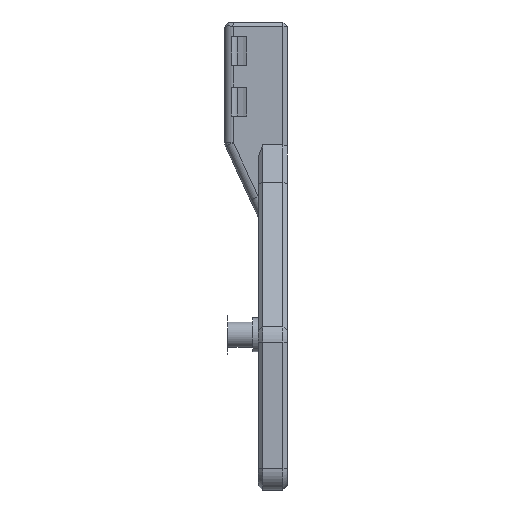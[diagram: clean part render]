
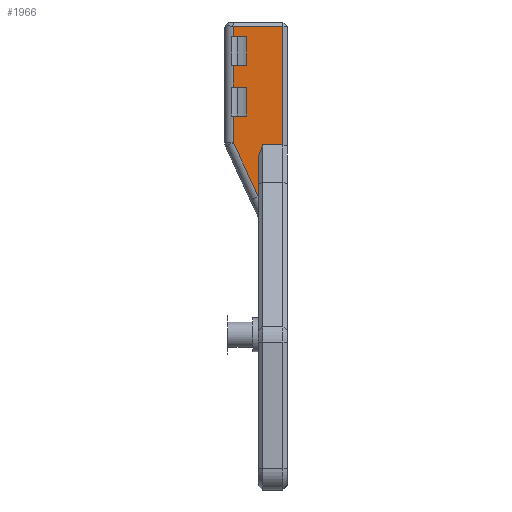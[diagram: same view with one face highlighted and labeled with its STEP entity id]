
A CAD part, left-side view. The second image highlights one B-rep face of the part: STEP entity #1966.
In plain terms, the highlighted planar face has unit normal (-1, 0, 0).
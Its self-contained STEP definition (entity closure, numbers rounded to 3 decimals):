
#83=PLANE('',#2129);
#159=FACE_OUTER_BOUND('',#285,.T.);
#285=EDGE_LOOP('',(#1416,#1417,#1418,#1419,#1420,#1421,#1422,#1423,#1424,
#1425,#1426,#1427,#1428,#1429,#1430));
#404=LINE('',#2976,#584);
#406=LINE('',#2983,#586);
#408=LINE('',#3051,#588);
#410=LINE('',#3059,#590);
#422=LINE('',#3208,#602);
#423=LINE('',#3210,#603);
#424=LINE('',#3212,#604);
#425=LINE('',#3214,#605);
#426=LINE('',#3215,#606);
#427=LINE('',#3217,#607);
#428=LINE('',#3219,#608);
#429=LINE('',#3220,#609);
#430=LINE('',#3222,#610);
#431=LINE('',#3224,#611);
#432=LINE('',#3225,#612);
#584=VECTOR('',#2360,10.);
#586=VECTOR('',#2366,10.);
#588=VECTOR('',#2370,10.);
#590=VECTOR('',#2376,10.);
#602=VECTOR('',#2440,10.);
#603=VECTOR('',#2441,10.);
#604=VECTOR('',#2442,10.);
#605=VECTOR('',#2443,10.);
#606=VECTOR('',#2444,10.);
#607=VECTOR('',#2445,10.);
#608=VECTOR('',#2446,10.);
#609=VECTOR('',#2447,10.);
#610=VECTOR('',#2448,10.);
#611=VECTOR('',#2449,10.);
#612=VECTOR('',#2450,10.);
#870=VERTEX_POINT('',#2969);
#872=VERTEX_POINT('',#2974);
#874=VERTEX_POINT('',#2980);
#875=VERTEX_POINT('',#2982);
#879=VERTEX_POINT('',#3050);
#882=VERTEX_POINT('',#3056);
#883=VERTEX_POINT('',#3058);
#908=VERTEX_POINT('',#3207);
#909=VERTEX_POINT('',#3209);
#910=VERTEX_POINT('',#3211);
#911=VERTEX_POINT('',#3213);
#912=VERTEX_POINT('',#3216);
#913=VERTEX_POINT('',#3218);
#914=VERTEX_POINT('',#3221);
#915=VERTEX_POINT('',#3223);
#1054=EDGE_CURVE('',#872,#870,#404,.T.);
#1057=EDGE_CURVE('',#874,#875,#406,.T.);
#1062=EDGE_CURVE('',#870,#879,#408,.T.);
#1066=EDGE_CURVE('',#882,#883,#410,.T.);
#1100=EDGE_CURVE('',#908,#872,#422,.T.);
#1101=EDGE_CURVE('',#909,#908,#423,.F.);
#1102=EDGE_CURVE('',#910,#909,#424,.T.);
#1103=EDGE_CURVE('',#911,#910,#425,.T.);
#1104=EDGE_CURVE('',#875,#911,#426,.T.);
#1105=EDGE_CURVE('',#874,#912,#427,.T.);
#1106=EDGE_CURVE('',#912,#913,#428,.T.);
#1107=EDGE_CURVE('',#913,#883,#429,.T.);
#1108=EDGE_CURVE('',#882,#914,#430,.T.);
#1109=EDGE_CURVE('',#914,#915,#431,.T.);
#1110=EDGE_CURVE('',#915,#879,#432,.T.);
#1416=ORIENTED_EDGE('',*,*,#1062,.F.);
#1417=ORIENTED_EDGE('',*,*,#1054,.F.);
#1418=ORIENTED_EDGE('',*,*,#1100,.F.);
#1419=ORIENTED_EDGE('',*,*,#1101,.F.);
#1420=ORIENTED_EDGE('',*,*,#1102,.F.);
#1421=ORIENTED_EDGE('',*,*,#1103,.F.);
#1422=ORIENTED_EDGE('',*,*,#1104,.F.);
#1423=ORIENTED_EDGE('',*,*,#1057,.F.);
#1424=ORIENTED_EDGE('',*,*,#1105,.T.);
#1425=ORIENTED_EDGE('',*,*,#1106,.T.);
#1426=ORIENTED_EDGE('',*,*,#1107,.T.);
#1427=ORIENTED_EDGE('',*,*,#1066,.F.);
#1428=ORIENTED_EDGE('',*,*,#1108,.T.);
#1429=ORIENTED_EDGE('',*,*,#1109,.T.);
#1430=ORIENTED_EDGE('',*,*,#1110,.T.);
#1966=ADVANCED_FACE('',(#159),#83,.T.);
#2129=AXIS2_PLACEMENT_3D('',#3206,#2438,#2439);
#2360=DIRECTION('',(0.,0.419,0.908));
#2366=DIRECTION('',(0.,0.,1.));
#2370=DIRECTION('',(0.,0.,1.));
#2376=DIRECTION('',(0.,0.,1.));
#2438=DIRECTION('center_axis',(-1.,0.,0.));
#2439=DIRECTION('ref_axis',(0.,0.,1.));
#2440=DIRECTION('',(0.,0.,-1.));
#2441=DIRECTION('',(0.,-0.355,0.935));
#2442=DIRECTION('',(0.,1.,0.));
#2443=DIRECTION('',(0.,0.,-1.));
#2444=DIRECTION('',(0.,-1.,0.));
#2445=DIRECTION('',(0.,-1.,0.));
#2446=DIRECTION('',(0.,0.,-1.));
#2447=DIRECTION('',(0.,1.,0.));
#2448=DIRECTION('',(0.,-1.,0.));
#2449=DIRECTION('',(0.,0.,-1.));
#2450=DIRECTION('',(0.,1.,0.));
#2969=CARTESIAN_POINT('',(-8.376,36.34,41.678));
#2974=CARTESIAN_POINT('',(-8.376,32.897,34.218));
#2976=CARTESIAN_POINT('',(-8.376,32.788,33.982));
#2980=CARTESIAN_POINT('',(-8.376,36.34,56.355));
#2982=CARTESIAN_POINT('',(-8.376,36.34,57.755));
#2983=CARTESIAN_POINT('',(-8.376,36.34,58.355));
#3050=CARTESIAN_POINT('',(-8.376,36.34,45.355));
#3051=CARTESIAN_POINT('',(-8.376,36.34,58.355));
#3056=CARTESIAN_POINT('',(-8.376,36.34,49.355));
#3058=CARTESIAN_POINT('',(-8.376,36.34,52.355));
#3059=CARTESIAN_POINT('',(-8.376,36.34,58.355));
#3206=CARTESIAN_POINT('Origin',(-8.376,28.897,38.355));
#3207=CARTESIAN_POINT('',(-8.376,32.897,39.776));
#3208=CARTESIAN_POINT('',(-8.376,32.897,42.182));
#3209=CARTESIAN_POINT('',(-8.376,32.297,41.355));
#3210=CARTESIAN_POINT('',(-8.376,33.782,37.448));
#3211=CARTESIAN_POINT('',(-8.376,29.497,41.355));
#3212=CARTESIAN_POINT('',(-8.376,28.897,41.355));
#3213=CARTESIAN_POINT('',(-8.376,29.497,57.755));
#3214=CARTESIAN_POINT('',(-8.376,29.497,32.182));
#3215=CARTESIAN_POINT('',(-8.376,28.897,57.755));
#3216=CARTESIAN_POINT('',(-8.376,34.496,56.355));
#3217=CARTESIAN_POINT('',(-8.376,31.693,56.355));
#3218=CARTESIAN_POINT('',(-8.376,34.496,52.355));
#3219=CARTESIAN_POINT('',(-8.376,34.496,56.355));
#3220=CARTESIAN_POINT('',(-8.376,31.693,52.355));
#3221=CARTESIAN_POINT('',(-8.376,34.496,49.355));
#3222=CARTESIAN_POINT('',(-8.376,31.693,49.355));
#3223=CARTESIAN_POINT('',(-8.376,34.496,45.355));
#3224=CARTESIAN_POINT('',(-8.376,34.496,49.355));
#3225=CARTESIAN_POINT('',(-8.376,31.693,45.355));
